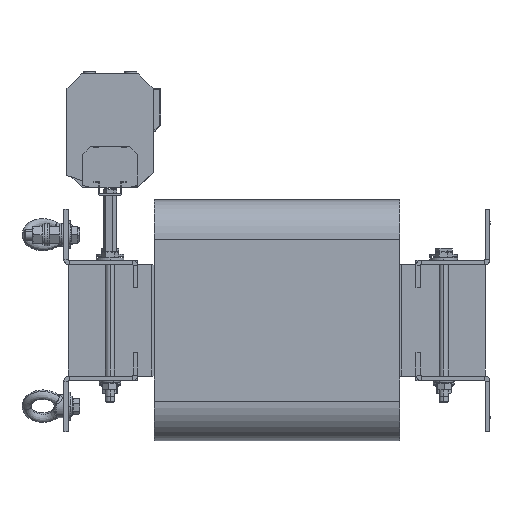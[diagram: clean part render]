
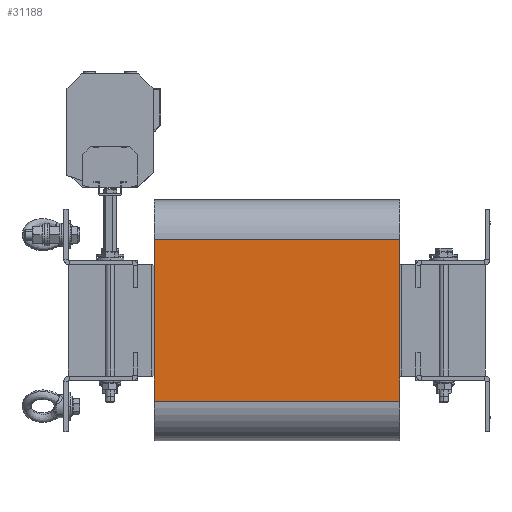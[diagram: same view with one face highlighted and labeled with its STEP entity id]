
A CAD part, left-side view. The second image highlights one B-rep face of the part: STEP entity #31188.
In plain terms, the highlighted planar face has unit normal (-1, 0, 0).
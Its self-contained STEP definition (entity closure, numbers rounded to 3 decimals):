
#492 = DIRECTION ( 'NONE',  ( 0., 0., 1. ) ) ;
#1356 = FACE_OUTER_BOUND ( 'NONE', #45412, .T. ) ;
#2108 = EDGE_CURVE ( 'Defeature ausgef�hrt2_11+Defeature ausgef�hrt2_17+Defeature ausgef�hrt2_18+Defeature ausgef�hrt2_16', #37169, #18493, #24656, .T. ) ;
#2118 = VECTOR ( 'NONE', #9632, 1000. ) ;
#2467 = AXIS2_PLACEMENT_3D ( 'NONE', #24461, #24137, #492 ) ;
#9632 = DIRECTION ( 'NONE',  ( 0., 0., 1. ) ) ;
#10180 = CARTESIAN_POINT ( 'NONE',  ( -265., -132.5, 87. ) ) ;
#12062 = VERTEX_POINT ( 'NONE', #40590 ) ;
#15458 = VERTEX_POINT ( 'NONE', #17796 ) ;
#17162 = VECTOR ( 'NONE', #49083, 1000. ) ;
#17796 = CARTESIAN_POINT ( 'NONE',  ( -265., -132.5, -87. ) ) ;
#18493 = VERTEX_POINT ( 'NONE', #26626 ) ;
#23982 = ORIENTED_EDGE ( 'NONE', *, *, #26770, .F. ) ;
#24137 = DIRECTION ( 'NONE',  ( -1., 0., 0. ) ) ;
#24461 = CARTESIAN_POINT ( 'NONE',  ( -265., -132.5, -87. ) ) ;
#24656 = LINE ( 'NONE', #38799, #47580 ) ;
#25919 = ORIENTED_EDGE ( 'NONE', *, *, #2108, .F. ) ;
#26626 = CARTESIAN_POINT ( 'NONE',  ( -265., 132.5, 87. ) ) ;
#26770 = EDGE_CURVE ( 'Defeature ausgef�hrt2_18+Defeature ausgef�hrt2_17+Defeature ausgef�hrt2_10+Defeature ausgef�hrt2_11', #15458, #37169, #27694, .T. ) ;
#27694 = LINE ( 'NONE', #49263, #17162 ) ;
#28995 = CARTESIAN_POINT ( 'NONE',  ( -265., -132.5, -87. ) ) ;
#29393 = CARTESIAN_POINT ( 'NONE',  ( -265., 132.5, -87. ) ) ;
#31188 = ADVANCED_FACE ( 'Defeature ausgef�hrt2_17', ( #1356 ), #47868, .T. ) ;
#33799 = EDGE_CURVE ( 'Defeature ausgef�hrt2_17+Defeature ausgef�hrt2_16+Defeature ausgef�hrt2_10+Defeature ausgef�hrt2_11', #12062, #18493, #35294, .T. ) ;
#35294 = LINE ( 'NONE', #10180, #40838 ) ;
#36047 = ORIENTED_EDGE ( 'NONE', *, *, #43478, .T. ) ;
#37169 = VERTEX_POINT ( 'NONE', #29393 ) ;
#37275 = DIRECTION ( 'NONE',  ( 0., 1., 0. ) ) ;
#38799 = CARTESIAN_POINT ( 'NONE',  ( -265., 132.5, -87. ) ) ;
#40590 = CARTESIAN_POINT ( 'NONE',  ( -265., -132.5, 87. ) ) ;
#40838 = VECTOR ( 'NONE', #37275, 1000. ) ;
#42463 = DIRECTION ( 'NONE',  ( 0., 0., 1. ) ) ;
#43478 = EDGE_CURVE ( 'Defeature ausgef�hrt2_17+Defeature ausgef�hrt2_10+Defeature ausgef�hrt2_18+Defeature ausgef�hrt2_16', #15458, #12062, #47263, .T. ) ;
#44325 = ORIENTED_EDGE ( 'NONE', *, *, #33799, .T. ) ;
#45412 = EDGE_LOOP ( 'NONE', ( #25919, #23982, #36047, #44325 ) ) ;
#47263 = LINE ( 'NONE', #28995, #2118 ) ;
#47580 = VECTOR ( 'NONE', #42463, 1000. ) ;
#47868 = PLANE ( 'NONE',  #2467 ) ;
#49083 = DIRECTION ( 'NONE',  ( 0., 1., 0. ) ) ;
#49263 = CARTESIAN_POINT ( 'NONE',  ( -265., -132.5, -87. ) ) ;
